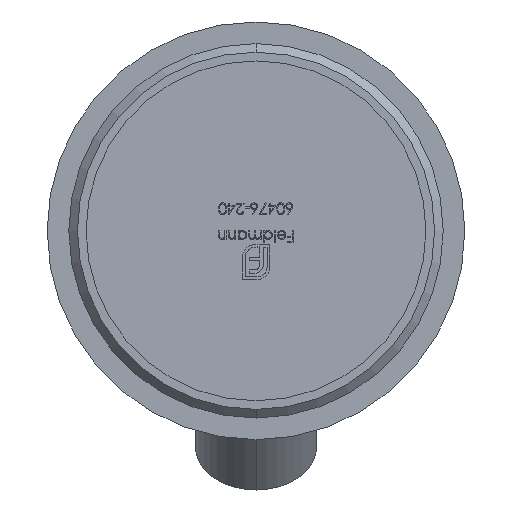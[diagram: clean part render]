
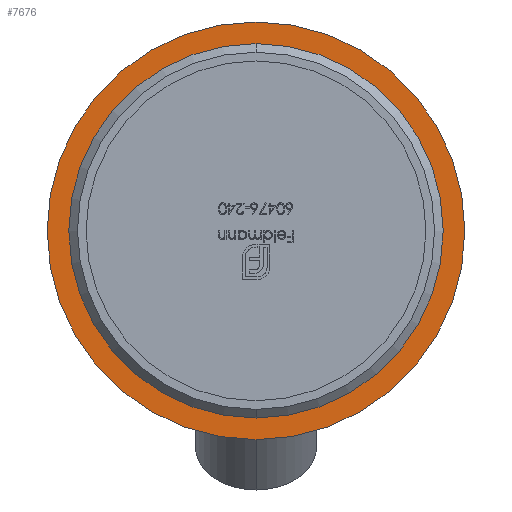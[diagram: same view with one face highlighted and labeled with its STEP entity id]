
A CAD part, front view. The second image highlights one B-rep face of the part: STEP entity #7676.
In plain terms, the highlighted planar face has unit normal (0, -1, 0).
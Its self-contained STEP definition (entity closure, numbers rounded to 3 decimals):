
#298 = EDGE_CURVE ( 'NONE', #12948, #7576, #5411, .T. ) ;
#440 = EDGE_LOOP ( 'NONE', ( #3731, #2472 ) ) ;
#1618 = PLANE ( 'NONE',  #10636 ) ;
#1673 = DIRECTION ( 'NONE',  ( 0., 1., 0. ) ) ;
#1763 = CARTESIAN_POINT ( 'NONE',  ( 0., -7., 0. ) ) ;
#1954 = EDGE_CURVE ( 'NONE', #4928, #4359, #13761, .T. ) ;
#2018 = DIRECTION ( 'NONE',  ( 0., 0., 1. ) ) ;
#2058 = AXIS2_PLACEMENT_3D ( 'NONE', #11391, #4654, #12355 ) ;
#2268 = ORIENTED_EDGE ( 'NONE', *, *, #298, .F. ) ;
#2472 = ORIENTED_EDGE ( 'NONE', *, *, #1954, .F. ) ;
#3390 = FACE_OUTER_BOUND ( 'NONE', #440, .T. ) ;
#3731 = ORIENTED_EDGE ( 'NONE', *, *, #14412, .F. ) ;
#3752 = CIRCLE ( 'NONE', #9024, 21.65 ) ;
#3798 = EDGE_CURVE ( 'NONE', #7576, #12948, #3752, .T. ) ;
#4166 = DIRECTION ( 'NONE',  ( 0., -1., 0. ) ) ;
#4359 = VERTEX_POINT ( 'NONE', #13744 ) ;
#4654 = DIRECTION ( 'NONE',  ( 0., 1., 0. ) ) ;
#4928 = VERTEX_POINT ( 'NONE', #11921 ) ;
#5154 = EDGE_LOOP ( 'NONE', ( #2268, #6307 ) ) ;
#5411 = CIRCLE ( 'NONE', #10706, 21.65 ) ;
#5728 = CARTESIAN_POINT ( 'NONE',  ( 0., -7., -21.65 ) ) ;
#6307 = ORIENTED_EDGE ( 'NONE', *, *, #3798, .F. ) ;
#6550 = DIRECTION ( 'NONE',  ( 0., 1., 0. ) ) ;
#7380 = CARTESIAN_POINT ( 'NONE',  ( 0., -7., 0. ) ) ;
#7576 = VERTEX_POINT ( 'NONE', #5728 ) ;
#7676 = ADVANCED_FACE ( 'NONE', ( #10219, #3390 ), #1618, .F. ) ;
#9024 = AXIS2_PLACEMENT_3D ( 'NONE', #14256, #4166, #2018 ) ;
#9110 = CARTESIAN_POINT ( 'NONE',  ( 0., -7., 21.65 ) ) ;
#10219 = FACE_BOUND ( 'NONE', #5154, .T. ) ;
#10617 = AXIS2_PLACEMENT_3D ( 'NONE', #13269, #6550, #14478 ) ;
#10636 = AXIS2_PLACEMENT_3D ( 'NONE', #7380, #1673, #14051 ) ;
#10706 = AXIS2_PLACEMENT_3D ( 'NONE', #1763, #11736, #13899 ) ;
#11001 = CIRCLE ( 'NONE', #2058, 24.15 ) ;
#11391 = CARTESIAN_POINT ( 'NONE',  ( 0., -7., 0. ) ) ;
#11736 = DIRECTION ( 'NONE',  ( 0., -1., 0. ) ) ;
#11921 = CARTESIAN_POINT ( 'NONE',  ( 0., -7., -24.15 ) ) ;
#12355 = DIRECTION ( 'NONE',  ( 0., 0., 1. ) ) ;
#12948 = VERTEX_POINT ( 'NONE', #9110 ) ;
#13269 = CARTESIAN_POINT ( 'NONE',  ( 0., -7., 0. ) ) ;
#13744 = CARTESIAN_POINT ( 'NONE',  ( 0., -7., 24.15 ) ) ;
#13761 = CIRCLE ( 'NONE', #10617, 24.15 ) ;
#13899 = DIRECTION ( 'NONE',  ( 0., 0., 1. ) ) ;
#14051 = DIRECTION ( 'NONE',  ( 0., 0., 1. ) ) ;
#14256 = CARTESIAN_POINT ( 'NONE',  ( 0., -7., 0. ) ) ;
#14412 = EDGE_CURVE ( 'NONE', #4359, #4928, #11001, .T. ) ;
#14478 = DIRECTION ( 'NONE',  ( 0., 0., 1. ) ) ;
